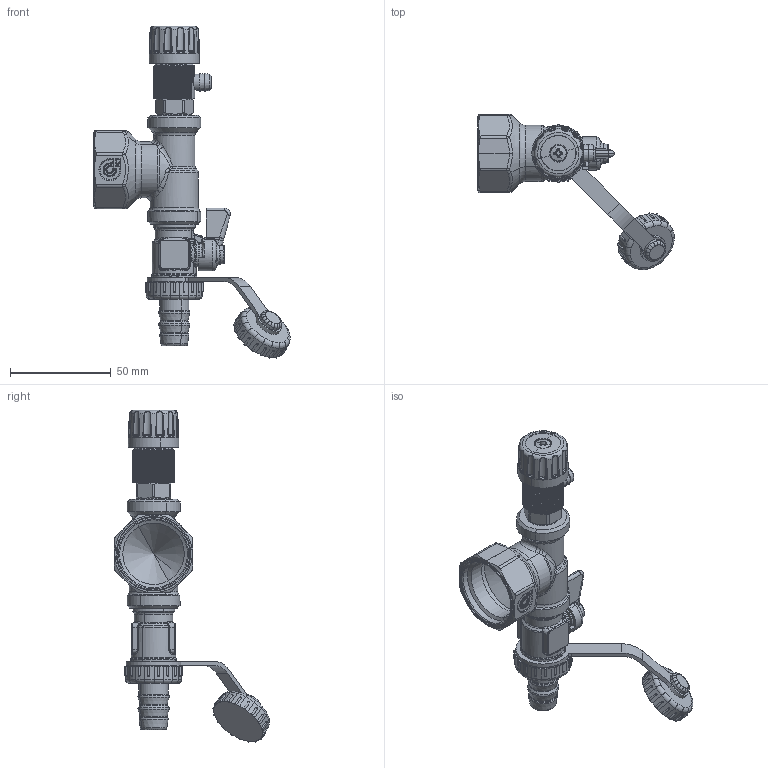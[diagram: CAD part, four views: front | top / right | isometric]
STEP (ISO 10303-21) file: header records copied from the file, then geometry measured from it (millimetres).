
FILE_DESCRIPTION(('CATIA V5 STEP Exchange','CAx-IF Rec.Pracs.--- Model Styling and Organization---1.4--- 2014-01-23','CAx-IF Rec.Pracs.---3D Tessellated Data Validation Properties---0.5---2014-09-14'),'2;1');
FILE_NAME('STEP_599679_-_TST.stp','2022-04-08T09:36:42+00:00',('none'),('none'),'CATIA Version 5-6 Release 2019 SP3','CATIA V5 STEP AP242 v1','none');
FILE_SCHEMA(('AP242_MANAGED_MODEL_BASED_3D_ENGINEERING_MIM_LF {1 0 10303 442 1 1 4}'));
Products named in the file (1): 599679 - TST
Bounding box: 97.56 x 76.97 x 164.81 mm (x, y, z)
Volume: 83664.3 mm3; surface area: 28835.4 mm2
Topology: 3 solids, 3 shells, 1645 faces, 4161 edges, 2448 vertices
Faces by surface type: cylinder 468, bspline 413, plane 333, torus 194, cone 135, sphere 88, revolution 14
Entity records: 72025 total; most frequent: CARTESIAN_POINT 38188, ORIENTED_EDGE 8122, EDGE_CURVE 4061, DIRECTION 4015, VERTEX_POINT 2448, AXIS2_PLACEMENT_3D 2109, B_SPLINE_CURVE_WITH_KNOTS 1684, EDGE_LOOP 1673
